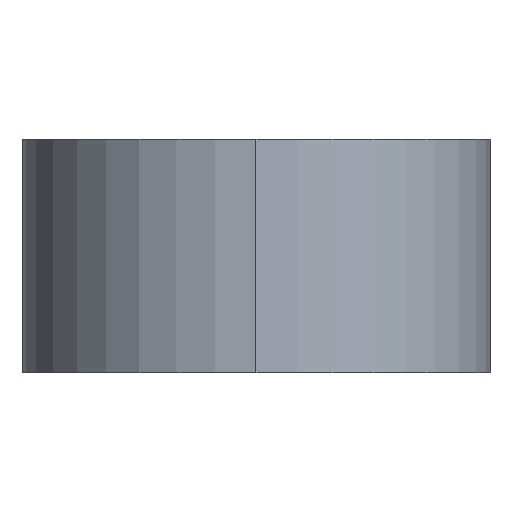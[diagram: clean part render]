
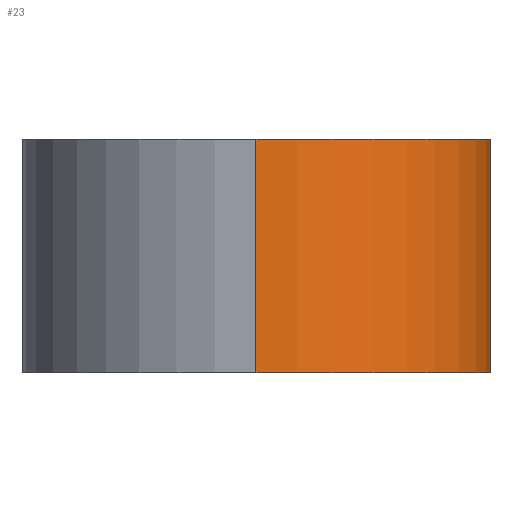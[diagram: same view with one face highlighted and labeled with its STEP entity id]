
A CAD part, left-side view. The second image highlights one B-rep face of the part: STEP entity #23.
In plain terms, the highlighted cylindrical face has radius 100 mm (diameter 200 mm), a partial arc.
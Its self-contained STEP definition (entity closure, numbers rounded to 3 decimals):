
#8 = CARTESIAN_POINT ( 'NONE',  ( -500., 0., 50. ) ) ;
#22 = DIRECTION ( 'NONE',  ( 1., 0., 0. ) ) ;
#23 = ADVANCED_FACE ( 'NONE', ( #143 ), #287, .T. ) ;
#33 = CARTESIAN_POINT ( 'NONE',  ( -400., -100., -50. ) ) ;
#35 = CARTESIAN_POINT ( 'NONE',  ( -400., -100., 50. ) ) ;
#54 = AXIS2_PLACEMENT_3D ( 'NONE', #248, #90, #244 ) ;
#57 = VERTEX_POINT ( 'NONE', #33 ) ;
#73 = AXIS2_PLACEMENT_3D ( 'NONE', #196, #322, #104 ) ;
#78 = CARTESIAN_POINT ( 'NONE',  ( -500., 0., 50. ) ) ;
#80 = DIRECTION ( 'NONE',  ( 0., 0., 1. ) ) ;
#84 = ORIENTED_EDGE ( 'NONE', *, *, #144, .F. ) ;
#85 = ORIENTED_EDGE ( 'NONE', *, *, #315, .T. ) ;
#90 = DIRECTION ( 'NONE',  ( 0., 0., -1. ) ) ;
#97 = VECTOR ( 'NONE', #378, 1000. ) ;
#102 = CIRCLE ( 'NONE', #73, 100. ) ;
#104 = DIRECTION ( 'NONE',  ( 1., 0., 0. ) ) ;
#119 = ORIENTED_EDGE ( 'NONE', *, *, #381, .T. ) ;
#121 = EDGE_LOOP ( 'NONE', ( #207, #85, #119, #84 ) ) ;
#128 = DIRECTION ( 'NONE',  ( 0., 0., -1. ) ) ;
#131 = CARTESIAN_POINT ( 'NONE',  ( -500., 0., -50. ) ) ;
#139 = AXIS2_PLACEMENT_3D ( 'NONE', #262, #80, #22 ) ;
#143 = FACE_OUTER_BOUND ( 'NONE', #121, .T. ) ;
#144 = EDGE_CURVE ( 'NONE', #153, #57, #341, .T. ) ;
#153 = VERTEX_POINT ( 'NONE', #35 ) ;
#196 = CARTESIAN_POINT ( 'NONE',  ( -400., 0., 50. ) ) ;
#207 = ORIENTED_EDGE ( 'NONE', *, *, #374, .F. ) ;
#210 = VERTEX_POINT ( 'NONE', #8 ) ;
#243 = VERTEX_POINT ( 'NONE', #131 ) ;
#244 = DIRECTION ( 'NONE',  ( -1., 0., 0. ) ) ;
#248 = CARTESIAN_POINT ( 'NONE',  ( -400., 0., 50. ) ) ;
#251 = VECTOR ( 'NONE', #128, 1000. ) ;
#262 = CARTESIAN_POINT ( 'NONE',  ( -400., 0., -50. ) ) ;
#282 = CARTESIAN_POINT ( 'NONE',  ( -400., -100., 50. ) ) ;
#287 = CYLINDRICAL_SURFACE ( 'NONE', #54, 100. ) ;
#315 = EDGE_CURVE ( 'NONE', #210, #243, #352, .T. ) ;
#322 = DIRECTION ( 'NONE',  ( 0., 0., 1. ) ) ;
#341 = LINE ( 'NONE', #282, #251 ) ;
#352 = LINE ( 'NONE', #78, #97 ) ;
#355 = CIRCLE ( 'NONE', #139, 100. ) ;
#374 = EDGE_CURVE ( 'NONE', #210, #153, #102, .T. ) ;
#378 = DIRECTION ( 'NONE',  ( 0., 0., -1. ) ) ;
#381 = EDGE_CURVE ( 'NONE', #243, #57, #355, .T. ) ;
